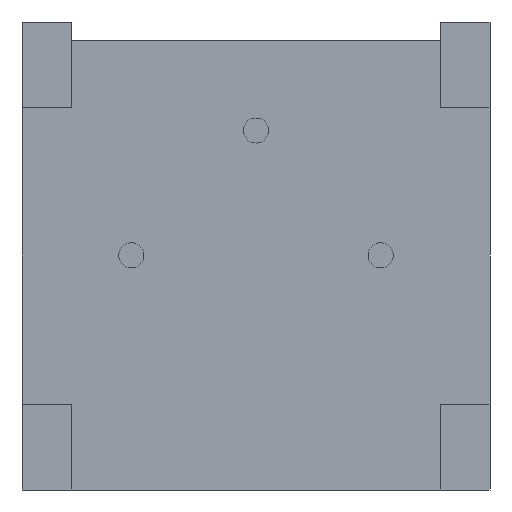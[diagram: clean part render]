
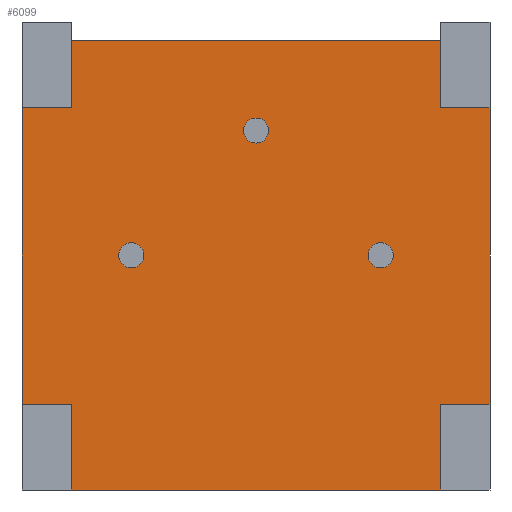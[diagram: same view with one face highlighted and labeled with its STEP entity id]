
A CAD part, front view. The second image highlights one B-rep face of the part: STEP entity #6099.
In plain terms, the highlighted planar face has unit normal (0, -1, 0).
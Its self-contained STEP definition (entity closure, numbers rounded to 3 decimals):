
#6099=ADVANCED_FACE('NONE',(#6100),#6198,.T.);
#6100=FACE_BOUND('NONE',#6101,.T.);
#6101=EDGE_LOOP('',(#6102,#6112,#6120,#6128,#6136,#6144,#6152,#6160,#6168,#6176,#6184,#6192));
#6102=ORIENTED_EDGE('',*,*,#6103,.T.);
#6103=EDGE_CURVE('NONE',#6104,#6106,#6108,.F.);
#6104=VERTEX_POINT('NONE',#6105);
#6105=CARTESIAN_POINT('',(3.765,0.38,4.385));
#6106=VERTEX_POINT('NONE',#6107);
#6107=CARTESIAN_POINT('',(-3.765,0.38,4.385));
#6108=LINE('',#6109,#6110);
#6109=CARTESIAN_POINT('',(3.765,0.38,4.385));
#6110=VECTOR('',#6111,1.0);
#6111=DIRECTION('',(1.0,0.,0.));
#6112=ORIENTED_EDGE('',*,*,#6113,.T.);
#6113=EDGE_CURVE('NONE',#6106,#6114,#6116,.F.);
#6114=VERTEX_POINT('NONE',#6115);
#6115=CARTESIAN_POINT('',(-3.765,0.38,3.015));
#6116=LINE('',#6117,#6118);
#6117=CARTESIAN_POINT('',(-3.765,0.38,4.385));
#6118=VECTOR('',#6119,1.0);
#6119=DIRECTION('',(0.,0.,1.0));
#6120=ORIENTED_EDGE('',*,*,#6121,.T.);
#6121=EDGE_CURVE('NONE',#6114,#6122,#6124,.F.);
#6122=VERTEX_POINT('NONE',#6123);
#6123=CARTESIAN_POINT('',(-4.765,0.38,3.015));
#6124=LINE('',#6125,#6126);
#6125=CARTESIAN_POINT('',(-3.765,0.38,3.015));
#6126=VECTOR('',#6127,1.0);
#6127=DIRECTION('',(1.0,0.,0.));
#6128=ORIENTED_EDGE('',*,*,#6129,.T.);
#6129=EDGE_CURVE('NONE',#6122,#6130,#6132,.F.);
#6130=VERTEX_POINT('NONE',#6131);
#6131=CARTESIAN_POINT('',(-4.765,0.38,-3.015));
#6132=LINE('',#6133,#6134);
#6133=CARTESIAN_POINT('',(-4.765,0.38,3.015));
#6134=VECTOR('',#6135,1.0);
#6135=DIRECTION('',(0.,0.,1.0));
#6136=ORIENTED_EDGE('',*,*,#6137,.T.);
#6137=EDGE_CURVE('NONE',#6130,#6138,#6140,.F.);
#6138=VERTEX_POINT('NONE',#6139);
#6139=CARTESIAN_POINT('',(-3.765,0.38,-3.015));
#6140=LINE('',#6141,#6142);
#6141=CARTESIAN_POINT('',(-4.765,0.38,-3.015));
#6142=VECTOR('',#6143,1.0);
#6143=DIRECTION('',(-1.0,0.,0.));
#6144=ORIENTED_EDGE('',*,*,#6145,.T.);
#6145=EDGE_CURVE('NONE',#6138,#6146,#6148,.F.);
#6146=VERTEX_POINT('NONE',#6147);
#6147=CARTESIAN_POINT('',(-3.765,0.38,-4.765));
#6148=LINE('',#6149,#6150);
#6149=CARTESIAN_POINT('',(-3.765,0.38,-3.015));
#6150=VECTOR('',#6151,1.0);
#6151=DIRECTION('',(0.,0.,1.0));
#6152=ORIENTED_EDGE('',*,*,#6153,.T.);
#6153=EDGE_CURVE('NONE',#6146,#6154,#6156,.F.);
#6154=VERTEX_POINT('NONE',#6155);
#6155=CARTESIAN_POINT('',(3.765,0.38,-4.765));
#6156=LINE('',#6157,#6158);
#6157=CARTESIAN_POINT('',(3.765,0.38,-4.765));
#6158=VECTOR('',#6159,1.0);
#6159=DIRECTION('',(-1.0,0.,0.));
#6160=ORIENTED_EDGE('',*,*,#6161,.T.);
#6161=EDGE_CURVE('NONE',#6154,#6162,#6164,.F.);
#6162=VERTEX_POINT('NONE',#6163);
#6163=CARTESIAN_POINT('',(3.765,0.38,-3.015));
#6164=LINE('',#6165,#6166);
#6165=CARTESIAN_POINT('',(3.765,0.38,-3.015));
#6166=VECTOR('',#6167,1.0);
#6167=DIRECTION('',(0.,0.,-1.0));
#6168=ORIENTED_EDGE('',*,*,#6169,.T.);
#6169=EDGE_CURVE('NONE',#6162,#6170,#6172,.F.);
#6170=VERTEX_POINT('NONE',#6171);
#6171=CARTESIAN_POINT('',(4.765,0.38,-3.015));
#6172=LINE('',#6173,#6174);
#6173=CARTESIAN_POINT('',(4.765,0.38,-3.015));
#6174=VECTOR('',#6175,1.0);
#6175=DIRECTION('',(-1.0,0.,0.));
#6176=ORIENTED_EDGE('',*,*,#6177,.T.);
#6177=EDGE_CURVE('NONE',#6170,#6178,#6180,.F.);
#6178=VERTEX_POINT('NONE',#6179);
#6179=CARTESIAN_POINT('',(4.765,0.38,3.015));
#6180=LINE('',#6181,#6182);
#6181=CARTESIAN_POINT('',(4.765,0.38,3.015));
#6182=VECTOR('',#6183,1.0);
#6183=DIRECTION('',(0.,0.,-1.0));
#6184=ORIENTED_EDGE('',*,*,#6185,.T.);
#6185=EDGE_CURVE('NONE',#6178,#6186,#6188,.F.);
#6186=VERTEX_POINT('NONE',#6187);
#6187=CARTESIAN_POINT('',(3.765,0.38,3.015));
#6188=LINE('',#6189,#6190);
#6189=CARTESIAN_POINT('',(3.765,0.38,3.015));
#6190=VECTOR('',#6191,1.0);
#6191=DIRECTION('',(1.0,0.,0.));
#6192=ORIENTED_EDGE('',*,*,#6193,.T.);
#6193=EDGE_CURVE('NONE',#6186,#6104,#6194,.F.);
#6194=LINE('',#6195,#6196);
#6195=CARTESIAN_POINT('',(3.765,0.38,4.385));
#6196=VECTOR('',#6197,1.0);
#6197=DIRECTION('',(0.,0.,-1.0));
#6198=PLANE('',#6199);
#6199=AXIS2_PLACEMENT_3D('',#6200,#6201,#6202);
#6200=CARTESIAN_POINT('',(0.,0.38,4.765));
#6201=DIRECTION('',(0.,-1.0,0.));
#6202=DIRECTION('',(0.0,0.,-1.0));
